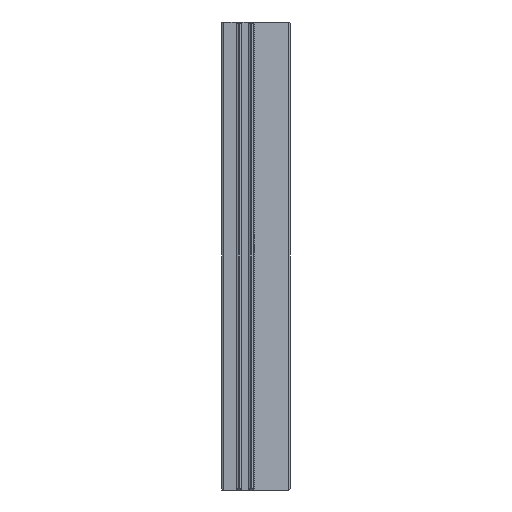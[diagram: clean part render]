
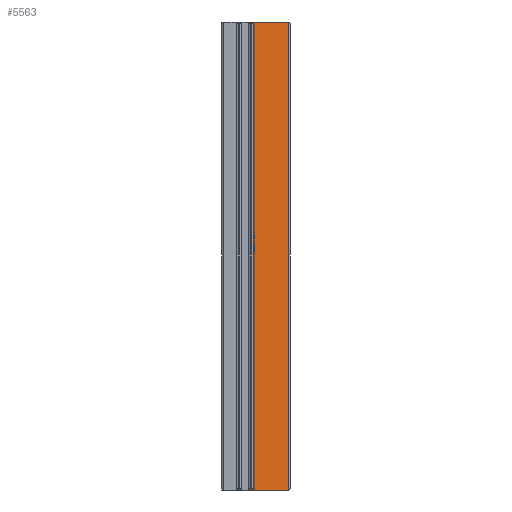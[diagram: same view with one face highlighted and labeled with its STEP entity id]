
A CAD part, left-side view. The second image highlights one B-rep face of the part: STEP entity #5563.
In plain terms, the highlighted planar face has unit normal (-0.999, -0.035, 0).
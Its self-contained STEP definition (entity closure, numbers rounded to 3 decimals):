
#44 = PLANE('',#45);
#45 = AXIS2_PLACEMENT_3D('',#46,#47,#48);
#46 = CARTESIAN_POINT('',(0.,0.49,-61.5));
#47 = DIRECTION('',(-0.,-0.,-1.));
#48 = DIRECTION('',(-1.,0.,0.));
#100 = PLANE('',#101);
#101 = AXIS2_PLACEMENT_3D('',#102,#103,#104);
#102 = CARTESIAN_POINT('',(0.,0.49,61.5));
#103 = DIRECTION('',(-0.,-0.,-1.));
#104 = DIRECTION('',(-1.,0.,0.));
#133 = CYLINDRICAL_SURFACE('',#134,0.5);
#134 = AXIS2_PLACEMENT_3D('',#135,#136,#137);
#135 = CARTESIAN_POINT('',(-46.02,-4.5,61.));
#136 = DIRECTION('',(-1.,0.,0.));
#137 = DIRECTION('',(0.,-1.,0.));
#191 = CYLINDRICAL_SURFACE('',#192,0.5);
#192 = AXIS2_PLACEMENT_3D('',#193,#194,#195);
#193 = CARTESIAN_POINT('',(-46.02,-4.5,-61.));
#194 = DIRECTION('',(-1.,0.,0.));
#195 = DIRECTION('',(0.,-1.,0.));
#211 = VERTEX_POINT('',#212);
#212 = CARTESIAN_POINT('',(-47.686,-4.5,-61.5));
#233 = EDGE_CURVE('',#211,#234,#236,.T.);
#234 = VERTEX_POINT('',#235);
#235 = CARTESIAN_POINT('',(-48.,4.5,-61.5));
#236 = SURFACE_CURVE('',#237,(#241,#248),.PCURVE_S1.);
#237 = LINE('',#238,#239);
#238 = CARTESIAN_POINT('',(-47.668,-5.,-61.5));
#239 = VECTOR('',#240,1.);
#240 = DIRECTION('',(-0.035,0.999,0.));
#241 = PCURVE('',#44,#242);
#242 = DEFINITIONAL_REPRESENTATION('',(#243),#247);
#243 = LINE('',#244,#245);
#244 = CARTESIAN_POINT('',(47.668,-5.49));
#245 = VECTOR('',#246,1.);
#246 = DIRECTION('',(0.035,0.999));
#247 = ( GEOMETRIC_REPRESENTATION_CONTEXT(2) 
PARAMETRIC_REPRESENTATION_CONTEXT() REPRESENTATION_CONTEXT('2D SPACE',''
  ) );
#248 = PCURVE('',#249,#254);
#249 = PLANE('',#250);
#250 = AXIS2_PLACEMENT_3D('',#251,#252,#253);
#251 = CARTESIAN_POINT('',(-47.668,-5.,-61.5));
#252 = DIRECTION('',(-0.999,-0.035,0.));
#253 = DIRECTION('',(-0.035,0.999,0.));
#254 = DEFINITIONAL_REPRESENTATION('',(#255),#259);
#255 = LINE('',#256,#257);
#256 = CARTESIAN_POINT('',(0.,0.));
#257 = VECTOR('',#258,1.);
#258 = DIRECTION('',(1.,0.));
#259 = ( GEOMETRIC_REPRESENTATION_CONTEXT(2) 
PARAMETRIC_REPRESENTATION_CONTEXT() REPRESENTATION_CONTEXT('2D SPACE',''
  ) );
#277 = PLANE('',#278);
#278 = AXIS2_PLACEMENT_3D('',#279,#280,#281);
#279 = CARTESIAN_POINT('',(-48.,4.5,-61.5));
#280 = DIRECTION('',(-0.035,-0.999,0.));
#281 = DIRECTION('',(-0.999,0.035,0.));
#2843 = EDGE_CURVE('',#2844,#211,#2846,.T.);
#2844 = VERTEX_POINT('',#2845);
#2845 = CARTESIAN_POINT('',(-47.685,-4.517,
    -61.5));
#2846 = SURFACE_CURVE('',#2847,(#2852,#2862),.PCURVE_S1.);
#2847 = ELLIPSE('',#2848,0.5,0.5);
#2848 = AXIS2_PLACEMENT_3D('',#2849,#2850,#2851);
#2849 = CARTESIAN_POINT('',(-47.686,-4.5,-61.));
#2850 = DIRECTION('',(0.999,0.035,-0.));
#2851 = DIRECTION('',(-0.035,0.999,0.));
#2852 = PCURVE('',#191,#2853);
#2853 = DEFINITIONAL_REPRESENTATION('',(#2854),#2861);
#2854 = B_SPLINE_CURVE_WITH_KNOTS('',5,(#2855,#2856,#2857,#2858,#2859,
    #2860),.UNSPECIFIED.,.F.,.F.,(6,6),(4.677,4.712),
  .PIECEWISE_BEZIER_KNOTS.);
#2855 = CARTESIAN_POINT('',(-1.536,1.665));
#2856 = CARTESIAN_POINT('',(-1.543,1.666));
#2857 = CARTESIAN_POINT('',(-1.55,1.666));
#2858 = CARTESIAN_POINT('',(-1.557,1.666));
#2859 = CARTESIAN_POINT('',(-1.564,1.666));
#2860 = CARTESIAN_POINT('',(-1.571,1.666));
#2861 = ( GEOMETRIC_REPRESENTATION_CONTEXT(2) 
PARAMETRIC_REPRESENTATION_CONTEXT() REPRESENTATION_CONTEXT('2D SPACE',''
  ) );
#2862 = PCURVE('',#249,#2863);
#2863 = DEFINITIONAL_REPRESENTATION('',(#2864),#2872);
#2864 = ( BOUNDED_CURVE() B_SPLINE_CURVE(2,(#2865,#2866,#2867,#2868,
#2869,#2870,#2871),.UNSPECIFIED.,.T.,.F.) B_SPLINE_CURVE_WITH_KNOTS((1,2
    ,2,2,2,1),(-2.094,0.,2.094,4.189,
6.283,8.378),.UNSPECIFIED.) CURVE() 
GEOMETRIC_REPRESENTATION_ITEM() RATIONAL_B_SPLINE_CURVE((1.,0.5,1.,0.5,
1.,0.5,1.)) REPRESENTATION_ITEM('') );
#2865 = CARTESIAN_POINT('',(1.001,-0.5));
#2866 = CARTESIAN_POINT('',(1.001,-1.366));
#2867 = CARTESIAN_POINT('',(0.25,-0.933));
#2868 = CARTESIAN_POINT('',(-0.5,-0.5));
#2869 = CARTESIAN_POINT('',(0.25,-0.067));
#2870 = CARTESIAN_POINT('',(1.001,0.366));
#2871 = CARTESIAN_POINT('',(1.001,-0.5));
#2872 = ( GEOMETRIC_REPRESENTATION_CONTEXT(2) 
PARAMETRIC_REPRESENTATION_CONTEXT() REPRESENTATION_CONTEXT('2D SPACE',''
  ) );
#2896 = CYLINDRICAL_SURFACE('',#2897,0.5);
#2897 = AXIS2_PLACEMENT_3D('',#2898,#2899,#2900);
#2898 = CARTESIAN_POINT('',(-47.185,-4.5,-61.5));
#2899 = DIRECTION('',(0.,0.,1.));
#2900 = DIRECTION('',(0.,-1.,0.));
#3255 = VERTEX_POINT('',#3256);
#3256 = CARTESIAN_POINT('',(-47.686,-4.5,61.5));
#3277 = EDGE_CURVE('',#3255,#3278,#3280,.T.);
#3278 = VERTEX_POINT('',#3279);
#3279 = CARTESIAN_POINT('',(-48.,4.5,61.5));
#3280 = SURFACE_CURVE('',#3281,(#3285,#3292),.PCURVE_S1.);
#3281 = LINE('',#3282,#3283);
#3282 = CARTESIAN_POINT('',(-47.668,-5.,61.5));
#3283 = VECTOR('',#3284,1.);
#3284 = DIRECTION('',(-0.035,0.999,0.));
#3285 = PCURVE('',#100,#3286);
#3286 = DEFINITIONAL_REPRESENTATION('',(#3287),#3291);
#3287 = LINE('',#3288,#3289);
#3288 = CARTESIAN_POINT('',(47.668,-5.49));
#3289 = VECTOR('',#3290,1.);
#3290 = DIRECTION('',(0.035,0.999));
#3291 = ( GEOMETRIC_REPRESENTATION_CONTEXT(2) 
PARAMETRIC_REPRESENTATION_CONTEXT() REPRESENTATION_CONTEXT('2D SPACE',''
  ) );
#3292 = PCURVE('',#249,#3293);
#3293 = DEFINITIONAL_REPRESENTATION('',(#3294),#3298);
#3294 = LINE('',#3295,#3296);
#3295 = CARTESIAN_POINT('',(0.,-123.));
#3296 = VECTOR('',#3297,1.);
#3297 = DIRECTION('',(1.,0.));
#3298 = ( GEOMETRIC_REPRESENTATION_CONTEXT(2) 
PARAMETRIC_REPRESENTATION_CONTEXT() REPRESENTATION_CONTEXT('2D SPACE',''
  ) );
#5482 = EDGE_CURVE('',#5483,#3255,#5485,.T.);
#5483 = VERTEX_POINT('',#5484);
#5484 = CARTESIAN_POINT('',(-47.685,-4.517,
    61.5));
#5485 = SURFACE_CURVE('',#5486,(#5491,#5501),.PCURVE_S1.);
#5486 = ELLIPSE('',#5487,0.5,0.5);
#5487 = AXIS2_PLACEMENT_3D('',#5488,#5489,#5490);
#5488 = CARTESIAN_POINT('',(-47.686,-4.5,61.));
#5489 = DIRECTION('',(-0.999,-0.035,-0.));
#5490 = DIRECTION('',(-0.035,0.999,0.));
#5491 = PCURVE('',#133,#5492);
#5492 = DEFINITIONAL_REPRESENTATION('',(#5493),#5500);
#5493 = B_SPLINE_CURVE_WITH_KNOTS('',5,(#5494,#5495,#5496,#5497,#5498,
    #5499),.UNSPECIFIED.,.F.,.F.,(6,6),(4.677,4.712),
  .PIECEWISE_BEZIER_KNOTS.);
#5494 = CARTESIAN_POINT('',(1.536,1.665));
#5495 = CARTESIAN_POINT('',(1.543,1.666));
#5496 = CARTESIAN_POINT('',(1.55,1.666));
#5497 = CARTESIAN_POINT('',(1.557,1.666));
#5498 = CARTESIAN_POINT('',(1.564,1.666));
#5499 = CARTESIAN_POINT('',(1.571,1.666));
#5500 = ( GEOMETRIC_REPRESENTATION_CONTEXT(2) 
PARAMETRIC_REPRESENTATION_CONTEXT() REPRESENTATION_CONTEXT('2D SPACE',''
  ) );
#5501 = PCURVE('',#249,#5502);
#5502 = DEFINITIONAL_REPRESENTATION('',(#5503),#5507);
#5503 = ELLIPSE('',#5504,0.5,0.5);
#5504 = AXIS2_PLACEMENT_2D('',#5505,#5506);
#5505 = CARTESIAN_POINT('',(0.5,-122.5));
#5506 = DIRECTION('',(1.,0.));
#5507 = ( GEOMETRIC_REPRESENTATION_CONTEXT(2) 
PARAMETRIC_REPRESENTATION_CONTEXT() REPRESENTATION_CONTEXT('2D SPACE',''
  ) );
#5563 = ADVANCED_FACE('',(#5564),#249,.T.);
#5564 = FACE_BOUND('',#5565,.T.);
#5565 = EDGE_LOOP('',(#5566,#5567,#5568,#5589,#5590,#5591));
#5566 = ORIENTED_EDGE('',*,*,#233,.F.);
#5567 = ORIENTED_EDGE('',*,*,#2843,.F.);
#5568 = ORIENTED_EDGE('',*,*,#5569,.T.);
#5569 = EDGE_CURVE('',#2844,#5483,#5570,.T.);
#5570 = SURFACE_CURVE('',#5571,(#5575,#5582),.PCURVE_S1.);
#5571 = LINE('',#5572,#5573);
#5572 = CARTESIAN_POINT('',(-47.685,-4.517,-61.5));
#5573 = VECTOR('',#5574,1.);
#5574 = DIRECTION('',(0.,0.,1.));
#5575 = PCURVE('',#249,#5576);
#5576 = DEFINITIONAL_REPRESENTATION('',(#5577),#5581);
#5577 = LINE('',#5578,#5579);
#5578 = CARTESIAN_POINT('',(0.483,0.));
#5579 = VECTOR('',#5580,1.);
#5580 = DIRECTION('',(0.,-1.));
#5581 = ( GEOMETRIC_REPRESENTATION_CONTEXT(2) 
PARAMETRIC_REPRESENTATION_CONTEXT() REPRESENTATION_CONTEXT('2D SPACE',''
  ) );
#5582 = PCURVE('',#2896,#5583);
#5583 = DEFINITIONAL_REPRESENTATION('',(#5584),#5588);
#5584 = LINE('',#5585,#5586);
#5585 = CARTESIAN_POINT('',(-1.536,0.));
#5586 = VECTOR('',#5587,1.);
#5587 = DIRECTION('',(-0.,1.));
#5588 = ( GEOMETRIC_REPRESENTATION_CONTEXT(2) 
PARAMETRIC_REPRESENTATION_CONTEXT() REPRESENTATION_CONTEXT('2D SPACE',''
  ) );
#5589 = ORIENTED_EDGE('',*,*,#5482,.T.);
#5590 = ORIENTED_EDGE('',*,*,#3277,.T.);
#5591 = ORIENTED_EDGE('',*,*,#5592,.F.);
#5592 = EDGE_CURVE('',#234,#3278,#5593,.T.);
#5593 = SURFACE_CURVE('',#5594,(#5598,#5605),.PCURVE_S1.);
#5594 = LINE('',#5595,#5596);
#5595 = CARTESIAN_POINT('',(-48.,4.5,-61.5));
#5596 = VECTOR('',#5597,1.);
#5597 = DIRECTION('',(0.,0.,1.));
#5598 = PCURVE('',#249,#5599);
#5599 = DEFINITIONAL_REPRESENTATION('',(#5600),#5604);
#5600 = LINE('',#5601,#5602);
#5601 = CARTESIAN_POINT('',(9.506,0.));
#5602 = VECTOR('',#5603,1.);
#5603 = DIRECTION('',(0.,-1.));
#5604 = ( GEOMETRIC_REPRESENTATION_CONTEXT(2) 
PARAMETRIC_REPRESENTATION_CONTEXT() REPRESENTATION_CONTEXT('2D SPACE',''
  ) );
#5605 = PCURVE('',#277,#5606);
#5606 = DEFINITIONAL_REPRESENTATION('',(#5607),#5611);
#5607 = LINE('',#5608,#5609);
#5608 = CARTESIAN_POINT('',(0.,0.));
#5609 = VECTOR('',#5610,1.);
#5610 = DIRECTION('',(0.,-1.));
#5611 = ( GEOMETRIC_REPRESENTATION_CONTEXT(2) 
PARAMETRIC_REPRESENTATION_CONTEXT() REPRESENTATION_CONTEXT('2D SPACE',''
  ) );
